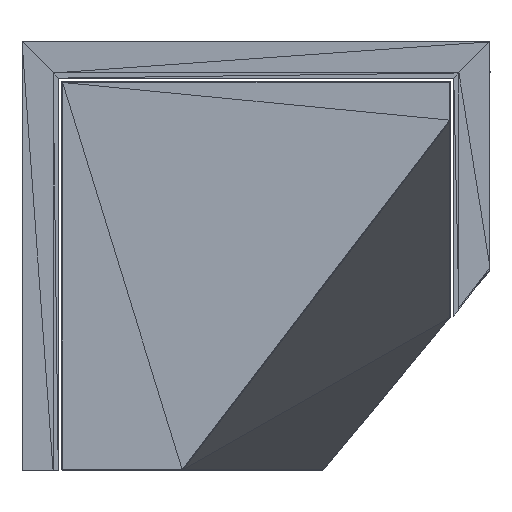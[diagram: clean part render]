
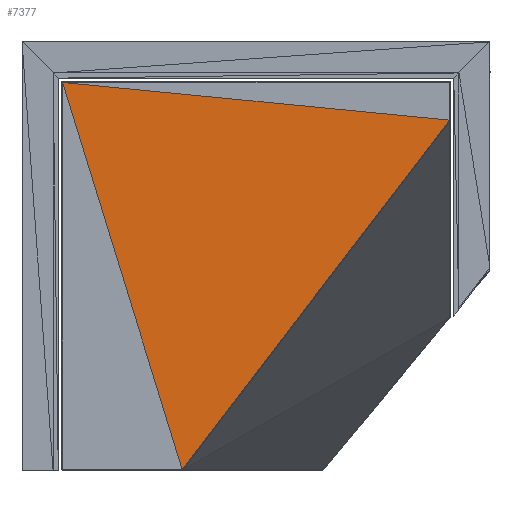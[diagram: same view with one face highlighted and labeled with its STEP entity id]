
A CAD part, left-side view. The second image highlights one B-rep face of the part: STEP entity #7377.
In plain terms, the highlighted free-form (B-spline) face has degree [1, 1] with [2, 2] control points.
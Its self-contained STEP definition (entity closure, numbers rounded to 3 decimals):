
#7377=ADVANCED_FACE('',(#15201),#80792,.T.);
#15201=FACE_OUTER_BOUND('',#23025,.T.);
#23025=EDGE_LOOP('',(#45137,#45138,#45139));
#45137=ORIENTED_EDGE('',*,*,#57870,.F.);
#45138=ORIENTED_EDGE('',*,*,#57871,.T.);
#45139=ORIENTED_EDGE('',*,*,#57880,.F.);
#57870=EDGE_CURVE('',#74249,#74251,#69606,.T.);
#57871=EDGE_CURVE('',#74249,#74253,#69607,.T.);
#57880=EDGE_CURVE('',#74251,#74253,#69616,.T.);
#69606=B_SPLINE_CURVE_WITH_KNOTS('',1,(#137612,#137613),.UNSPECIFIED.,.F.,
 .F.,(2,2),(0.,1.),.UNSPECIFIED.);
#69607=B_SPLINE_CURVE_WITH_KNOTS('',1,(#137614,#137615),.UNSPECIFIED.,.F.,
 .F.,(2,2),(0.,1.),.UNSPECIFIED.);
#69616=B_SPLINE_CURVE_WITH_KNOTS('',1,(#137632,#137633),.UNSPECIFIED.,.F.,
 .F.,(2,2),(0.,1.),.UNSPECIFIED.);
#74249=VERTEX_POINT('',#137316);
#74251=VERTEX_POINT('',#137318);
#74253=VERTEX_POINT('',#137320);
#80792=B_SPLINE_SURFACE_WITH_KNOTS('',1,1,((#135272,#135273),(#135274,#135275)),
 .UNSPECIFIED.,.F.,.F.,.F.,(2,2),(2,2),(0.,509.192),(0.,450.123),
 .UNSPECIFIED.);
#135272=CARTESIAN_POINT('',(0.,356.495,1.));
#135273=CARTESIAN_POINT('',(0.,804.495,44.661));
#135274=CARTESIAN_POINT('',(0.,47.001,405.339));
#135275=CARTESIAN_POINT('',(0.,495.001,449.));
#137316=CARTESIAN_POINT('',(0.,47.001,405.339));
#137318=CARTESIAN_POINT('',(0.,356.495,1.));
#137320=CARTESIAN_POINT('',(0.,495.001,449.));
#137612=CARTESIAN_POINT('',(0.,47.001,405.339));
#137613=CARTESIAN_POINT('',(0.,356.495,1.));
#137614=CARTESIAN_POINT('',(0.,47.001,405.339));
#137615=CARTESIAN_POINT('',(0.,495.001,449.));
#137632=CARTESIAN_POINT('',(0.,356.495,1.));
#137633=CARTESIAN_POINT('',(0.,495.001,449.));
